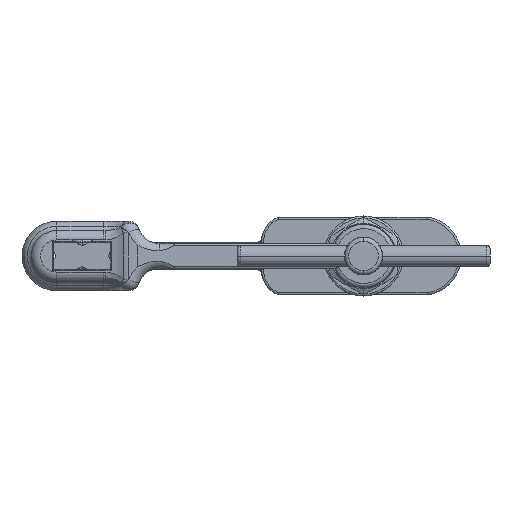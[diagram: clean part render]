
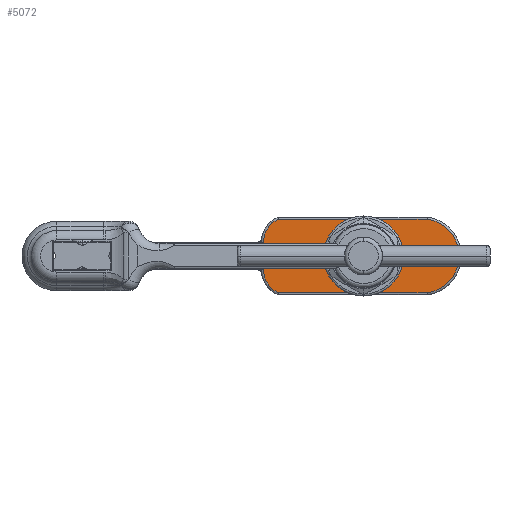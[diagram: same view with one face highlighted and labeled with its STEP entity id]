
A CAD part, front view. The second image highlights one B-rep face of the part: STEP entity #5072.
In plain terms, the highlighted planar face has unit normal (0, -1, 0).
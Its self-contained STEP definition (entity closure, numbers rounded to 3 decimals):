
#151 = AXIS2_PLACEMENT_3D ( 'NONE', #17221, #2212, #13123 ) ;
#238 = CARTESIAN_POINT ( 'NONE',  ( 178.823, 334.5, 0. ) ) ;
#585 = DIRECTION ( 'NONE',  ( 1., 0., 0. ) ) ;
#1252 = VERTEX_POINT ( 'NONE', #3374 ) ;
#1494 = CARTESIAN_POINT ( 'NONE',  ( 98.037, 334.5, -6.441 ) ) ;
#1839 = ORIENTED_EDGE ( 'NONE', *, *, #9451, .T. ) ;
#1924 = EDGE_CURVE ( 'NONE', #12256, #1252, #9139, .T. ) ;
#1933 = VERTEX_POINT ( 'NONE', #2730 ) ;
#2212 = DIRECTION ( 'NONE',  ( 0., -1., 0. ) ) ;
#2323 = VERTEX_POINT ( 'NONE', #15194 ) ;
#2517 = CIRCLE ( 'NONE', #3308, 17.674 ) ;
#2730 = CARTESIAN_POINT ( 'NONE',  ( 93.284, 334.5, -17.5 ) ) ;
#2821 = CARTESIAN_POINT ( 'NONE',  ( 86., 334.5, -6.441 ) ) ;
#2862 = EDGE_LOOP ( 'NONE', ( #3872, #13594, #3421, #9106, #1839, #8566, #9038 ) ) ;
#3209 = VERTEX_POINT ( 'NONE', #7642 ) ;
#3308 = AXIS2_PLACEMENT_3D ( 'NONE', #4018, #15009, #6820 ) ;
#3374 = CARTESIAN_POINT ( 'NONE',  ( 163.624, 334.5, 17.5 ) ) ;
#3421 = ORIENTED_EDGE ( 'NONE', *, *, #5439, .T. ) ;
#3529 = VECTOR ( 'NONE', #10317, 1000. ) ;
#3872 = ORIENTED_EDGE ( 'NONE', *, *, #16826, .T. ) ;
#4018 = CARTESIAN_POINT ( 'NONE',  ( 161.148, 334.5, 0. ) ) ;
#4322 = CARTESIAN_POINT ( 'NONE',  ( 98.037, 334.5, -17.5 ) ) ;
#4589 = FACE_OUTER_BOUND ( 'NONE', #2862, .T. ) ;
#4634 = CARTESIAN_POINT ( 'NONE',  ( 98.037, 334.5, 6.441 ) ) ;
#5072 = ADVANCED_FACE ( 'NONE', ( #4589 ), #6282, .T. ) ;
#5093 = VECTOR ( 'NONE', #5688, 1000. ) ;
#5426 = DIRECTION ( 'NONE',  ( 1., 0., 0. ) ) ;
#5439 = EDGE_CURVE ( 'NONE', #2323, #1933, #11401, .T. ) ;
#5688 = DIRECTION ( 'NONE',  ( 1., 0., 0. ) ) ;
#6282 = PLANE ( 'NONE',  #151 ) ;
#6767 = DIRECTION ( 'NONE',  ( 0., -1., 0. ) ) ;
#6820 = DIRECTION ( 'NONE',  ( 1., 0., 0. ) ) ;
#7588 = AXIS2_PLACEMENT_3D ( 'NONE', #1494, #6767, #11051 ) ;
#7642 = CARTESIAN_POINT ( 'NONE',  ( 86., 334.5, 6.498 ) ) ;
#8071 = VECTOR ( 'NONE', #17662, 1000. ) ;
#8566 = ORIENTED_EDGE ( 'NONE', *, *, #1924, .T. ) ;
#8799 = EDGE_CURVE ( 'NONE', #1933, #9163, #16000, .T. ) ;
#8975 = CARTESIAN_POINT ( 'NONE',  ( 98.037, 334.5, 17.5 ) ) ;
#9038 = ORIENTED_EDGE ( 'NONE', *, *, #12423, .T. ) ;
#9106 = ORIENTED_EDGE ( 'NONE', *, *, #8799, .T. ) ;
#9139 = CIRCLE ( 'NONE', #13929, 17.674 ) ;
#9163 = VERTEX_POINT ( 'NONE', #12884 ) ;
#9392 = EDGE_CURVE ( 'NONE', #3209, #2323, #16837, .T. ) ;
#9451 = EDGE_CURVE ( 'NONE', #9163, #12256, #2517, .T. ) ;
#9560 = CIRCLE ( 'NONE', #17410, 12.037 ) ;
#10317 = DIRECTION ( 'NONE',  ( -1., 0., 0. ) ) ;
#10670 = CARTESIAN_POINT ( 'NONE',  ( 93.284, 334.5, 17.5 ) ) ;
#11051 = DIRECTION ( 'NONE',  ( 1., 0., 0. ) ) ;
#11401 = CIRCLE ( 'NONE', #7588, 12.037 ) ;
#11650 = VERTEX_POINT ( 'NONE', #10670 ) ;
#12256 = VERTEX_POINT ( 'NONE', #238 ) ;
#12423 = EDGE_CURVE ( 'NONE', #1252, #11650, #16150, .T. ) ;
#12884 = CARTESIAN_POINT ( 'NONE',  ( 163.624, 334.5, -17.5 ) ) ;
#13123 = DIRECTION ( 'NONE',  ( 1., 0., 0. ) ) ;
#13594 = ORIENTED_EDGE ( 'NONE', *, *, #9392, .T. ) ;
#13683 = CARTESIAN_POINT ( 'NONE',  ( 161.148, 334.5, 0. ) ) ;
#13929 = AXIS2_PLACEMENT_3D ( 'NONE', #13683, #14800, #5426 ) ;
#14800 = DIRECTION ( 'NONE',  ( 0., -1., 0. ) ) ;
#15009 = DIRECTION ( 'NONE',  ( 0., -1., 0. ) ) ;
#15194 = CARTESIAN_POINT ( 'NONE',  ( 86., 334.5, -6.498 ) ) ;
#16000 = LINE ( 'NONE', #4322, #5093 ) ;
#16150 = LINE ( 'NONE', #8975, #3529 ) ;
#16826 = EDGE_CURVE ( 'NONE', #11650, #3209, #9560, .T. ) ;
#16837 = LINE ( 'NONE', #2821, #8071 ) ;
#17046 = DIRECTION ( 'NONE',  ( 0., -1., 0. ) ) ;
#17221 = CARTESIAN_POINT ( 'NONE',  ( 98.037, 334.5, -6.441 ) ) ;
#17410 = AXIS2_PLACEMENT_3D ( 'NONE', #4634, #17046, #585 ) ;
#17662 = DIRECTION ( 'NONE',  ( 0., 0., -1. ) ) ;
